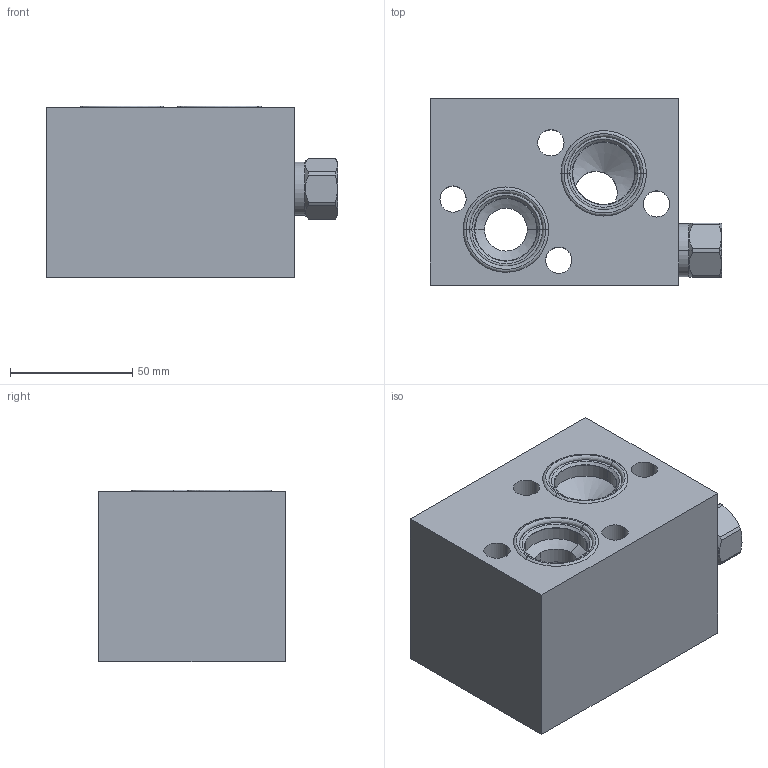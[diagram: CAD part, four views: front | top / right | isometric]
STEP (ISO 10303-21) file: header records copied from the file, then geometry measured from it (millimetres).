
FILE_DESCRIPTION((''),'2;1');
FILE_NAME('WKY_ASM','2021-07-16T',('ProEService'),(''),'PRO/ENGINEER BY PARAMETRIC TECHNOLOGY CORPORATION, 2014200','PRO/ENGINEER BY PARAMETRIC TECHNOLOGY CORPORATION, 2014200','');
FILE_SCHEMA(('CONFIG_CONTROL_DESIGN'));
Length unit declared in the file: inch
Products named in the file (4): 159-343-002; CSAAEXN; 500-001-123; WKY_ASM
Assembly tree (4 placements, depth 2):
  WKY_ASM
    159-343-002
    CSAAEXN
    500-001-123  x2
Bounding box: 119.08 x 76.2 x 70.31 mm (x, y, z)
Volume: 418936.5 mm3; surface area: 74683.6 mm2
Topology: 5 solids, 7 shells, 328 faces, 1024 edges, 858 vertices
Faces by surface type: cylinder 140, cone 94, plane 50, torus 30, revolution 14
Entity records: 12959 total; most frequent: CARTESIAN_POINT 3872, DIRECTION 2007, ORIENTED_EDGE 1510, EDGE_CURVE 755, AXIS2_PLACEMENT_3D 742, VECTOR 513, LINE 513, VERTEX_POINT 462
